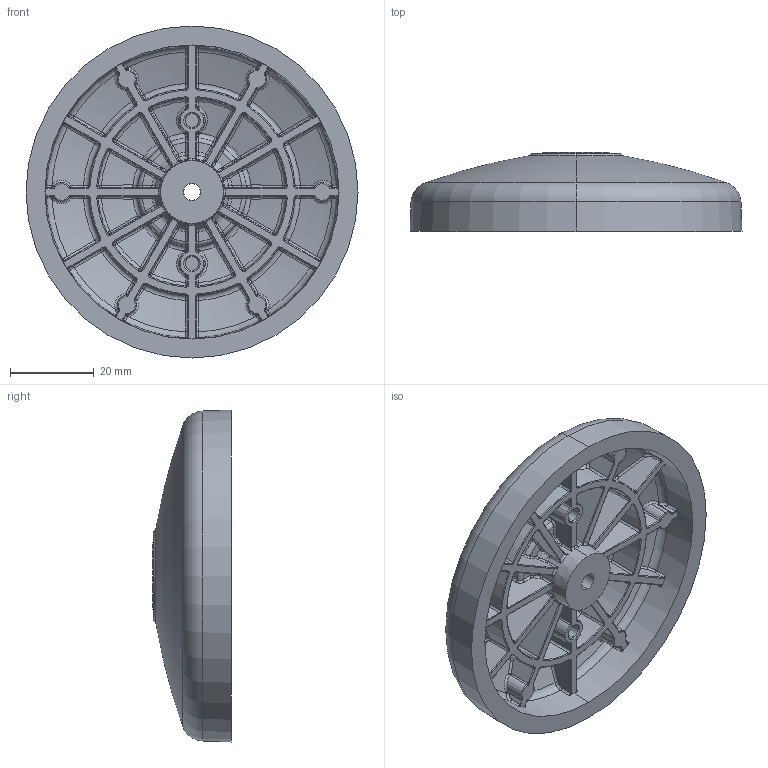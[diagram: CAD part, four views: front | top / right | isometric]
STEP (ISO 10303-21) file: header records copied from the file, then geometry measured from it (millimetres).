
FILE_DESCRIPTION (( 'STEP AP214' ), '1' );
FILE_NAME ('098d080zs.STEP', '2014-08-11T09:53:52', ( '' ), ( '' ), 'SwSTEP 2.0', 'SolidWorks 2014', '' );
FILE_SCHEMA (( 'AUTOMOTIVE_DESIGN' ));
Length unit declared in the file: millimetre
Products named in the file (3): 098xd2_Standard; 098d080zr_098 d 080 zr; 098d080zs
Assembly tree (2 placements, depth 2):
  098d080zs
    098d080zr_098 d 080 zr
    098xd2_Standard
Bounding box: 79.39 x 18.86 x 79.39 mm (x, y, z)
Volume: 31888.9 mm3; surface area: 22136.1 mm2
Topology: 2 solids, 2 shells, 1062 faces, 2461 edges, 1386 vertices
Faces by surface type: bspline 552, torus 197, cylinder 98, plane 87, cone 82, sphere 46
Entity records: 41080 total; most frequent: CARTESIAN_POINT 20854, ORIENTED_EDGE 4874, DIRECTION 3428, EDGE_CURVE 2437, AXIS2_PLACEMENT_3D 1606, VERTEX_POINT 1386, B_SPLINE_CURVE_WITH_KNOTS 1130, CIRCLE 1091
